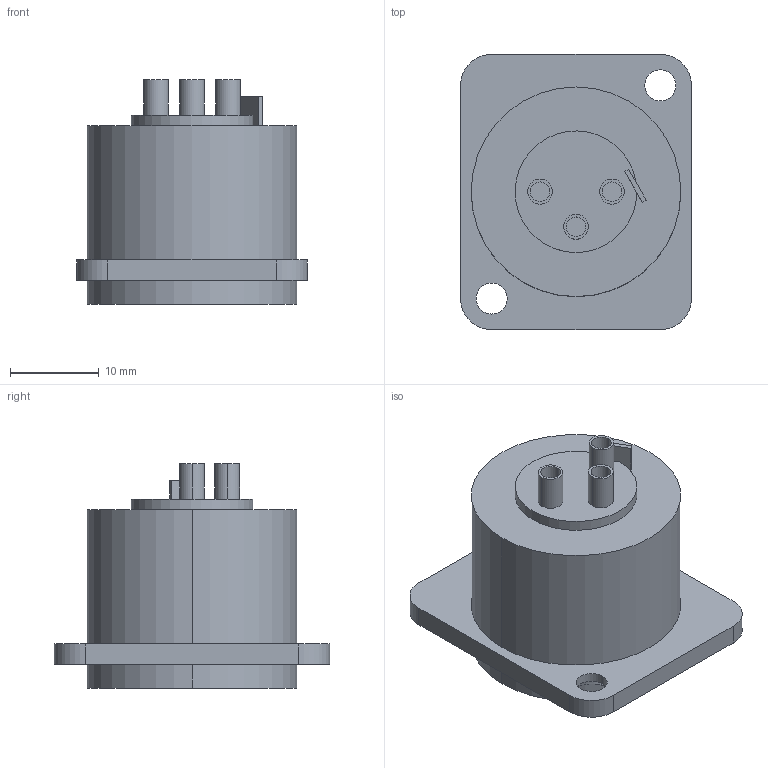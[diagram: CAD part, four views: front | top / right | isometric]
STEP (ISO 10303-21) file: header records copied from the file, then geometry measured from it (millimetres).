
FILE_DESCRIPTION((''),'2;1');
FILE_NAME('D-NC3MD-LX','2010-04-28T',('tho'),(''),'PRO/ENGINEER BY PARAMETRIC TECHNOLOGY CORPORATION, 2009220','PRO/ENGINEER BY PARAMETRIC TECHNOLOGY CORPORATION, 2009220','');
FILE_SCHEMA(('AUTOMOTIVE_DESIGN_CC2 { 1 2 10303 214 -1 1 5 2 }'));
Length unit declared in the file: millimetre
Products named in the file (1): D-NC3MD-LX
Bounding box: 26 x 31 x 25.3 mm (x, y, z)
Volume: 6952.5 mm3; surface area: 4496.5 mm2
Topology: 1 solids, 1 shells, 61 faces, 134 edges, 88 vertices
Faces by surface type: cylinder 33, plane 24, cone 4
Entity records: 2348 total; most frequent: DIRECTION 326, CARTESIAN_POINT 283, ORIENTED_EDGE 268, COLOUR_RGB 209, PRESENTATION_STYLE_ASSIGNMENT 135, STYLED_ITEM 135, CURVE_STYLE 134, EDGE_CURVE 134
